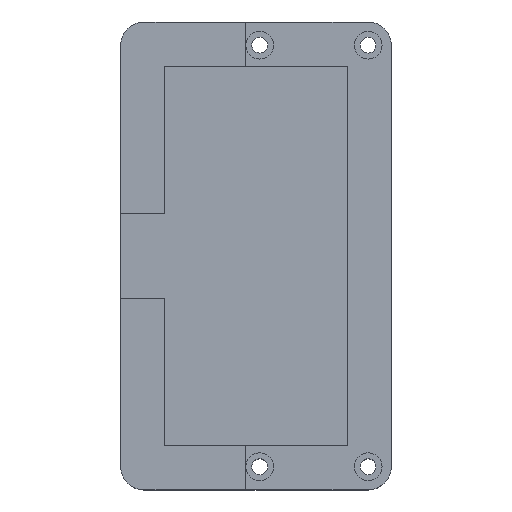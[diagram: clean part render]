
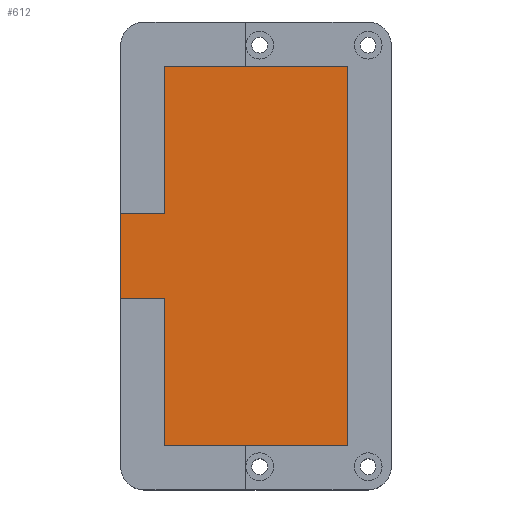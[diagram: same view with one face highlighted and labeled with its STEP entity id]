
A CAD part, top view. The second image highlights one B-rep face of the part: STEP entity #612.
In plain terms, the highlighted planar face has unit normal (0, 0, 1).
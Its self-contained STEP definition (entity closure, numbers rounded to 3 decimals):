
#82=FACE_OUTER_BOUND('',#120,.T.);
#120=EDGE_LOOP('',(#507,#508,#509,#510,#511,#512,#513,#514));
#149=LINE('',#881,#209);
#159=LINE('',#902,#219);
#174=LINE('',#936,#234);
#176=LINE('',#939,#236);
#177=LINE('',#942,#237);
#191=LINE('',#988,#251);
#193=LINE('',#991,#253);
#194=LINE('',#993,#254);
#209=VECTOR('',#699,10.);
#219=VECTOR('',#713,10.);
#234=VECTOR('',#740,10.);
#236=VECTOR('',#744,10.);
#237=VECTOR('',#747,10.);
#251=VECTOR('',#797,10.);
#253=VECTOR('',#801,10.);
#254=VECTOR('',#804,10.);
#268=VERTEX_POINT('',#878);
#269=VERTEX_POINT('',#880);
#277=VERTEX_POINT('',#899);
#278=VERTEX_POINT('',#901);
#290=VERTEX_POINT('',#933);
#291=VERTEX_POINT('',#935);
#292=VERTEX_POINT('',#941);
#306=VERTEX_POINT('',#987);
#325=EDGE_CURVE('',#268,#269,#149,.T.);
#335=EDGE_CURVE('',#277,#278,#159,.T.);
#352=EDGE_CURVE('',#290,#291,#174,.T.);
#354=EDGE_CURVE('',#278,#290,#176,.T.);
#355=EDGE_CURVE('',#291,#292,#177,.T.);
#379=EDGE_CURVE('',#292,#306,#191,.T.);
#381=EDGE_CURVE('',#306,#268,#193,.T.);
#382=EDGE_CURVE('',#269,#277,#194,.T.);
#507=ORIENTED_EDGE('',*,*,#325,.F.);
#508=ORIENTED_EDGE('',*,*,#381,.F.);
#509=ORIENTED_EDGE('',*,*,#379,.F.);
#510=ORIENTED_EDGE('',*,*,#355,.F.);
#511=ORIENTED_EDGE('',*,*,#352,.F.);
#512=ORIENTED_EDGE('',*,*,#354,.F.);
#513=ORIENTED_EDGE('',*,*,#335,.F.);
#514=ORIENTED_EDGE('',*,*,#382,.F.);
#586=PLANE('',#660);
#612=ADVANCED_FACE('',(#82),#586,.T.);
#660=AXIS2_PLACEMENT_3D('',#992,#802,#803);
#699=DIRECTION('',(1.,0.,0.));
#713=DIRECTION('',(-1.,0.,0.));
#740=DIRECTION('',(-1.,0.,0.));
#744=DIRECTION('',(0.,1.,0.));
#747=DIRECTION('',(0.,1.,0.));
#797=DIRECTION('',(1.,0.,0.));
#801=DIRECTION('',(0.,1.,0.));
#802=DIRECTION('center_axis',(0.,0.,1.));
#803=DIRECTION('ref_axis',(1.,0.,0.));
#804=DIRECTION('',(0.,-1.,0.));
#878=CARTESIAN_POINT('',(-39.38,81.96,3.));
#880=CARTESIAN_POINT('',(0.,81.96,3.));
#881=CARTESIAN_POINT('',(-29.535,81.96,3.));
#899=CARTESIAN_POINT('',(0.,0.,3.));
#901=CARTESIAN_POINT('',(-39.38,0.,3.));
#902=CARTESIAN_POINT('',(-9.845,0.,3.));
#933=CARTESIAN_POINT('',(-39.38,31.73,3.));
#935=CARTESIAN_POINT('',(-48.88,31.73,3.));
#936=CARTESIAN_POINT('',(-48.88,31.73,3.));
#939=CARTESIAN_POINT('',(-39.38,20.49,3.));
#941=CARTESIAN_POINT('',(-48.88,50.23,3.));
#942=CARTESIAN_POINT('',(-48.88,66.22,3.));
#987=CARTESIAN_POINT('',(-39.38,50.23,3.));
#988=CARTESIAN_POINT('',(-39.38,50.23,3.));
#991=CARTESIAN_POINT('',(-39.38,20.49,3.));
#992=CARTESIAN_POINT('Origin',(-19.69,40.98,3.));
#993=CARTESIAN_POINT('',(0.,61.47,3.));
